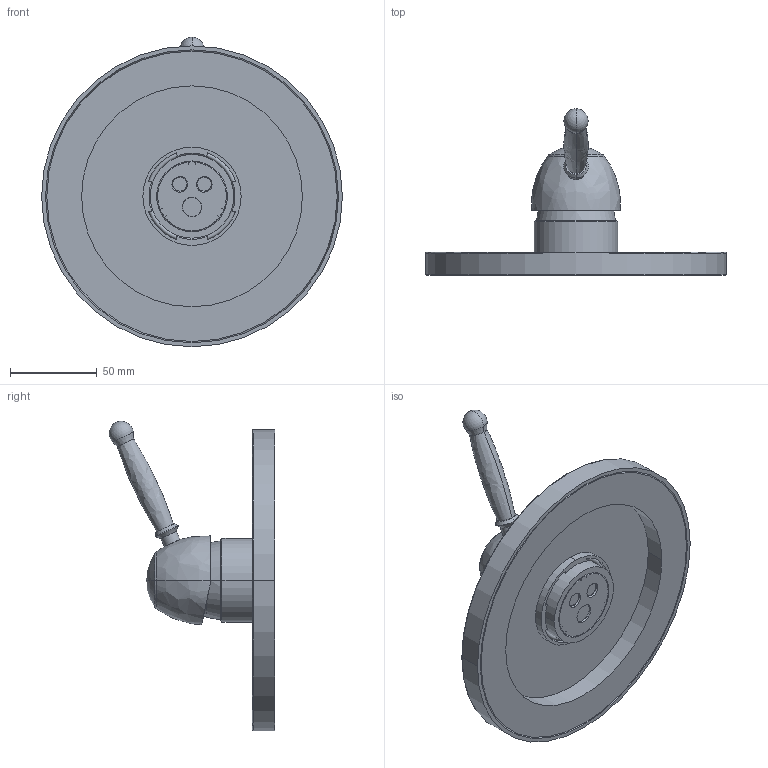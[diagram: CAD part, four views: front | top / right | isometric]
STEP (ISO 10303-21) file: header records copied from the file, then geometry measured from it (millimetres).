
FILE_DESCRIPTION((''),'2;1');
FILE_NAME('GIBOX010CR','2021-11-10T16:41:43',('ut3'),('PAFFONI SpA'),'CREO PARAMETRIC BY PTC INC, 2020044','CREO PARAMETRIC BY PTC INC, 2020044','');
FILE_SCHEMA(('CONFIG_CONTROL_DESIGN','SHAPE_APPEARANCE_LAYERS_GROUPS'));
Length unit declared in the file: millimetre
Products named in the file (1): GIBOX010CR
Bounding box: 173 x 95.45 x 177.96 mm (x, y, z)
Volume: 237899.5 mm3; surface area: 110798.4 mm2
Topology: 2 solids, 2 shells, 983 faces, 2696 edges, 1714 vertices
Faces by surface type: plane 572, cylinder 247, torus 79, cone 59, bspline 14, sphere 12
Entity records: 40411 total; most frequent: CARTESIAN_POINT 8588, ORIENTED_EDGE 5364, DIRECTION 5100, EDGE_CURVE 2682, AXIS2_PLACEMENT_3D 1814, VERTEX_POINT 1714, VECTOR 1472, LINE 1472
